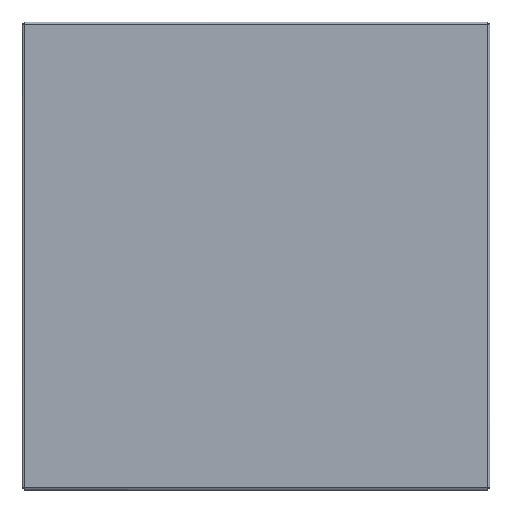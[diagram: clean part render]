
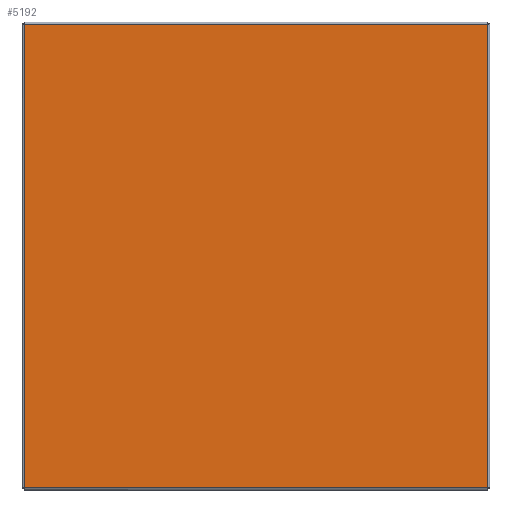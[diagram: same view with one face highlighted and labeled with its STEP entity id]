
A CAD part, top view. The second image highlights one B-rep face of the part: STEP entity #5192.
In plain terms, the highlighted planar face has unit normal (0, 0, 1).
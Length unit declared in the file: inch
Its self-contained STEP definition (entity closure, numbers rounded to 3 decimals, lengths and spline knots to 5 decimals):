
#800 = VECTOR ( 'NONE', #8197, 39.37008 ) ;
#826 = ORIENTED_EDGE ( 'NONE', *, *, #5315, .T. ) ;
#960 = VERTEX_POINT ( 'NONE', #8958 ) ;
#1257 = ORIENTED_EDGE ( 'NONE', *, *, #12847, .T. ) ;
#1672 = CARTESIAN_POINT ( 'NONE',  ( 0.0896, 15.04895, 0.074 ) ) ;
#1698 = DIRECTION ( 'NONE',  ( 0., 0., 1. ) ) ;
#2957 = VERTEX_POINT ( 'NONE', #7480 ) ;
#2972 = VECTOR ( 'NONE', #8549, 39.37008 ) ;
#4063 = EDGE_CURVE ( 'NONE', #960, #2957, #12598, .T. ) ;
#4366 = CARTESIAN_POINT ( 'NONE',  ( 15.04895, 20.0354, 0.074 ) ) ;
#4629 = VECTOR ( 'NONE', #7994, 39.37008 ) ;
#4820 = EDGE_CURVE ( 'NONE', #5311, #10249, #11616, .T. ) ;
#5061 = VECTOR ( 'NONE', #8593, 39.37008 ) ;
#5192 = ADVANCED_FACE ( 'NONE', ( #11557 ), #9979, .T. ) ;
#5311 = VERTEX_POINT ( 'NONE', #7159 ) ;
#5315 = EDGE_CURVE ( 'NONE', #2957, #5311, #11542, .T. ) ;
#6333 = ORIENTED_EDGE ( 'NONE', *, *, #4820, .T. ) ;
#6620 = AXIS2_PLACEMENT_3D ( 'NONE', #7969, #1698, #8995 ) ;
#7159 = CARTESIAN_POINT ( 'NONE',  ( 20.0354, 0.0896, 0.074 ) ) ;
#7480 = CARTESIAN_POINT ( 'NONE',  ( 0.0896, 0.0896, 0.074 ) ) ;
#7969 = CARTESIAN_POINT ( 'NONE',  ( 10.0625, 10.0625, 0.074 ) ) ;
#7994 = DIRECTION ( 'NONE',  ( 0., -1., 0. ) ) ;
#8197 = DIRECTION ( 'NONE',  ( 1., 0., 0. ) ) ;
#8549 = DIRECTION ( 'NONE',  ( 0., 1., 0. ) ) ;
#8593 = DIRECTION ( 'NONE',  ( -1., 0., 0. ) ) ;
#8607 = CARTESIAN_POINT ( 'NONE',  ( 20.0354, 20.0354, 0.074 ) ) ;
#8958 = CARTESIAN_POINT ( 'NONE',  ( 0.0896, 20.0354, 0.074 ) ) ;
#8995 = DIRECTION ( 'NONE',  ( 1., 0., 0. ) ) ;
#9232 = CARTESIAN_POINT ( 'NONE',  ( 20.0354, 5.07605, 0.074 ) ) ;
#9979 = PLANE ( 'NONE',  #6620 ) ;
#10168 = CARTESIAN_POINT ( 'NONE',  ( 5.07605, 0.0896, 0.074 ) ) ;
#10249 = VERTEX_POINT ( 'NONE', #8607 ) ;
#11542 = LINE ( 'NONE', #10168, #800 ) ;
#11557 = FACE_OUTER_BOUND ( 'NONE', #13067, .T. ) ;
#11616 = LINE ( 'NONE', #9232, #2972 ) ;
#12598 = LINE ( 'NONE', #1672, #4629 ) ;
#12847 = EDGE_CURVE ( 'NONE', #10249, #960, #12983, .T. ) ;
#12983 = LINE ( 'NONE', #4366, #5061 ) ;
#13067 = EDGE_LOOP ( 'NONE', ( #6333, #1257, #13388, #826 ) ) ;
#13388 = ORIENTED_EDGE ( 'NONE', *, *, #4063, .T. ) ;
